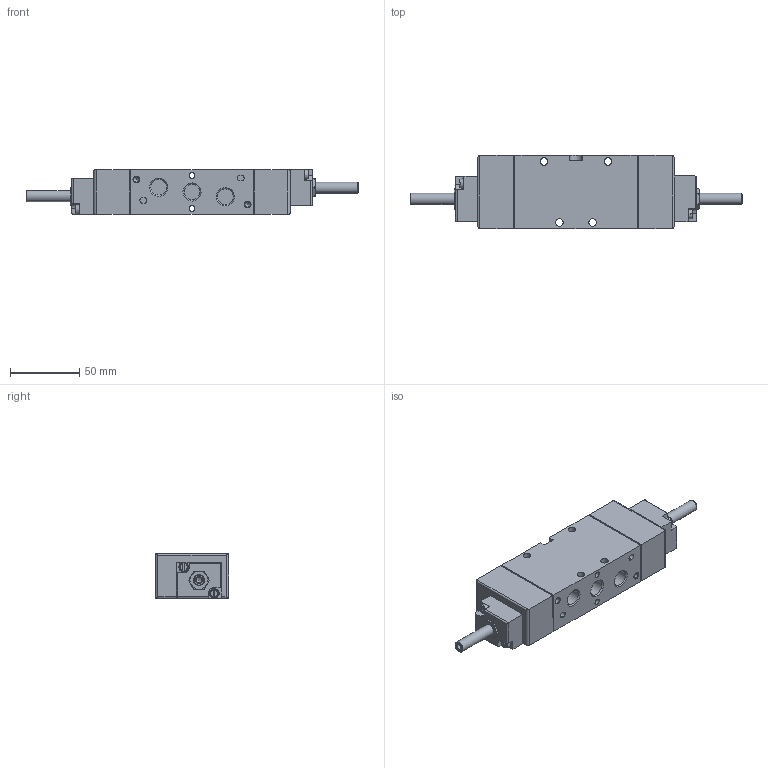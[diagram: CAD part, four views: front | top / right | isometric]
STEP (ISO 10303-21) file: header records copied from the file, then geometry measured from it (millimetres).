
FILE_DESCRIPTION(/* description */ ('STEP AP214'),/* implementation_level */ '2;1');
FILE_NAME(/* name */ '535934_JMFH-5-1_4-S-B-EX',/* time_stamp */ '2024-08-29T15:21:38+02:00',/* author */ ('License CC BY-ND 4.0'),/* organization */ ('CADENAS'),/* preprocessor_version */ 'ST-DEVELOPER v19.3',/* originating_system */ 'PARTsolutions',/* authorisation */ ' ');
FILE_SCHEMA (('AUTOMOTIVE_DESIGN {1 0 10303 214 3 1 1}'));
Length unit declared in the file: millimetre
Products named in the file (1): 535934 JMFH-5-1/4-S-B-EX
Bounding box: 239.1 x 53 x 32 mm (x, y, z)
Volume: 251911.6 mm3; surface area: 42062.4 mm2
Topology: 1 solids, 1 shells, 215 faces, 538 edges, 346 vertices
Faces by surface type: plane 119, cylinder 55, cone 33, torus 8
Full cylindrical faces by diameter (mm): 4.134 x4, 4.3 x2, 5.5 x4, 8 x2, 8.566 x2, 11.445 x5
Entity records: 6206 total; most frequent: CARTESIAN_POINT 1244, DIRECTION 1002, ORIENTED_EDGE 970, EDGE_CURVE 485, AXIS2_PLACEMENT_3D 367, VERTEX_POINT 337, FACE_BOUND 292, EDGE_LOOP 288
